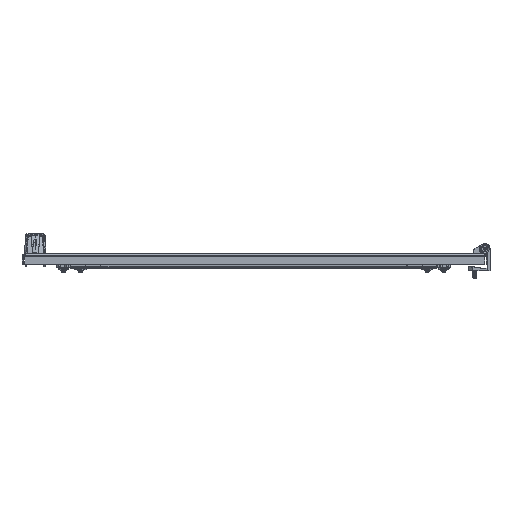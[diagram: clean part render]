
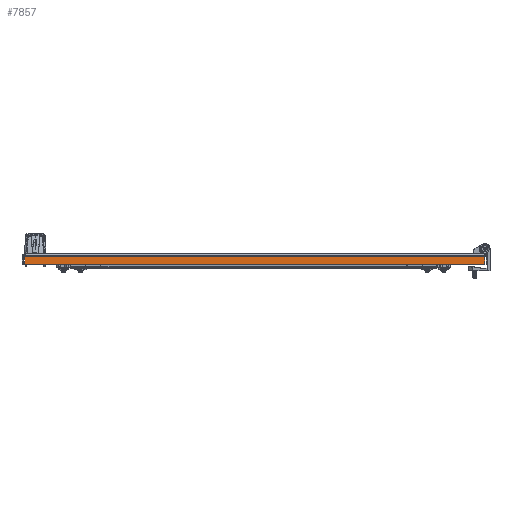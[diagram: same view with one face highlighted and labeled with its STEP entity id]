
A CAD part, front view. The second image highlights one B-rep face of the part: STEP entity #7857.
In plain terms, the highlighted planar face has unit normal (0, -1, 0).
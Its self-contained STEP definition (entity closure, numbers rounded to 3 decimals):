
#1996 = EDGE_CURVE ( 'NONE', #21558, #84434, #28887, .T. ) ;
#7690 = ORIENTED_EDGE ( 'NONE', *, *, #67963, .T. ) ;
#7857 = ADVANCED_FACE ( 'NONE', ( #25679 ), #67064, .F. ) ;
#9192 = LINE ( 'NONE', #71487, #45981 ) ;
#9206 = CARTESIAN_POINT ( 'NONE',  ( 343., -795., -4. ) ) ;
#10666 = DIRECTION ( 'NONE',  ( 0., 1., 0. ) ) ;
#13902 = DIRECTION ( 'NONE',  ( 0., 0., 1. ) ) ;
#20845 = CARTESIAN_POINT ( 'NONE',  ( 345., -795., -15.8 ) ) ;
#21558 = VERTEX_POINT ( 'NONE', #26622 ) ;
#25679 = FACE_OUTER_BOUND ( 'NONE', #48079, .T. ) ;
#26622 = CARTESIAN_POINT ( 'NONE',  ( 343., -795., -15.8 ) ) ;
#27423 = DIRECTION ( 'NONE',  ( 0., 0., 1. ) ) ;
#28473 = VECTOR ( 'NONE', #13902, 1000. ) ;
#28887 = LINE ( 'NONE', #20845, #87754 ) ;
#34886 = AXIS2_PLACEMENT_3D ( 'NONE', #40353, #10666, #64990 ) ;
#34996 = LINE ( 'NONE', #81670, #82859 ) ;
#35702 = EDGE_CURVE ( 'NONE', #84434, #65677, #34996, .T. ) ;
#39911 = CARTESIAN_POINT ( 'NONE',  ( -343., -795., -4. ) ) ;
#40353 = CARTESIAN_POINT ( 'NONE',  ( 0., -795., 0. ) ) ;
#42808 = CARTESIAN_POINT ( 'NONE',  ( 343., -795., 0. ) ) ;
#43029 = DIRECTION ( 'NONE',  ( 1., 0., 0. ) ) ;
#45981 = VECTOR ( 'NONE', #43029, 1000. ) ;
#46961 = ORIENTED_EDGE ( 'NONE', *, *, #1996, .F. ) ;
#48079 = EDGE_LOOP ( 'NONE', ( #7690, #62399, #58764, #46961 ) ) ;
#52568 = EDGE_CURVE ( 'NONE', #65677, #67630, #9192, .T. ) ;
#58227 = CARTESIAN_POINT ( 'NONE',  ( -343., -795., -15.8 ) ) ;
#58764 = ORIENTED_EDGE ( 'NONE', *, *, #35702, .F. ) ;
#60951 = DIRECTION ( 'NONE',  ( -1., 0., 0. ) ) ;
#62399 = ORIENTED_EDGE ( 'NONE', *, *, #52568, .F. ) ;
#64990 = DIRECTION ( 'NONE',  ( 0., 0., 1. ) ) ;
#65677 = VERTEX_POINT ( 'NONE', #39911 ) ;
#67064 = PLANE ( 'NONE',  #34886 ) ;
#67630 = VERTEX_POINT ( 'NONE', #9206 ) ;
#67963 = EDGE_CURVE ( 'NONE', #21558, #67630, #69078, .T. ) ;
#69078 = LINE ( 'NONE', #42808, #28473 ) ;
#71487 = CARTESIAN_POINT ( 'NONE',  ( 0., -795., -4. ) ) ;
#81670 = CARTESIAN_POINT ( 'NONE',  ( -343., -795., 0. ) ) ;
#82859 = VECTOR ( 'NONE', #27423, 1000. ) ;
#84434 = VERTEX_POINT ( 'NONE', #58227 ) ;
#87754 = VECTOR ( 'NONE', #60951, 1000. ) ;
